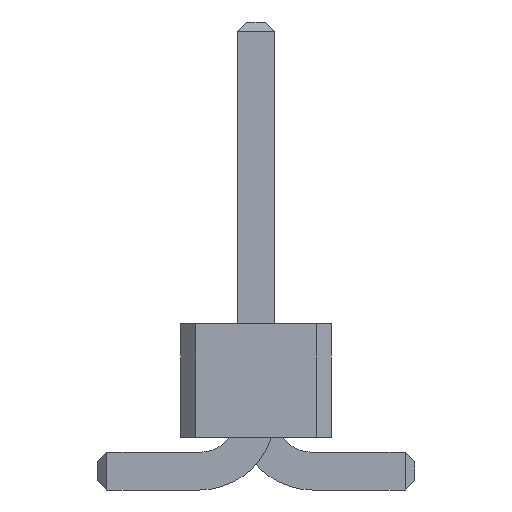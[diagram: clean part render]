
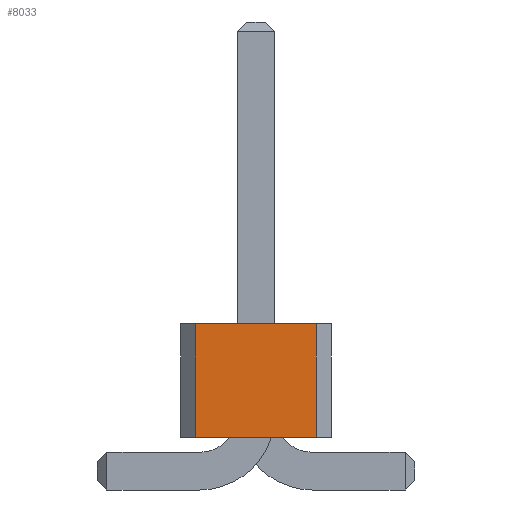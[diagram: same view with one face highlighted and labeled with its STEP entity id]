
A CAD part, front view. The second image highlights one B-rep face of the part: STEP entity #8033.
In plain terms, the highlighted planar face has unit normal (0, -1, 0).
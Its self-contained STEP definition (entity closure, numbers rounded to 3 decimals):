
#791 = VERTEX_POINT('',#792);
#792 = CARTESIAN_POINT('',(0.8,-30.,0.7));
#798 = EDGE_CURVE('',#799,#791,#801,.T.);
#799 = VERTEX_POINT('',#800);
#800 = CARTESIAN_POINT('',(-0.8,-30.,0.7));
#801 = LINE('',#802,#803);
#802 = CARTESIAN_POINT('',(-1.,-30.,0.7));
#803 = VECTOR('',#804,1.);
#804 = DIRECTION('',(1.,0.,0.));
#3291 = VERTEX_POINT('',#3292);
#3292 = CARTESIAN_POINT('',(-0.8,-30.,2.2));
#3298 = EDGE_CURVE('',#3291,#3299,#3301,.T.);
#3299 = VERTEX_POINT('',#3300);
#3300 = CARTESIAN_POINT('',(0.8,-30.,2.2));
#3301 = LINE('',#3302,#3303);
#3302 = CARTESIAN_POINT('',(-1.,-30.,2.2));
#3303 = VECTOR('',#3304,1.);
#3304 = DIRECTION('',(1.,0.,0.));
#8023 = EDGE_CURVE('',#799,#3291,#8024,.T.);
#8024 = LINE('',#8025,#8026);
#8025 = CARTESIAN_POINT('',(-0.8,-30.,0.7));
#8026 = VECTOR('',#8027,1.);
#8027 = DIRECTION('',(0.,0.,1.));
#8033 = ADVANCED_FACE('',(#8034),#8045,.F.);
#8034 = FACE_BOUND('',#8035,.F.);
#8035 = EDGE_LOOP('',(#8036,#8037,#8038,#8039));
#8036 = ORIENTED_EDGE('',*,*,#798,.F.);
#8037 = ORIENTED_EDGE('',*,*,#8023,.T.);
#8038 = ORIENTED_EDGE('',*,*,#3298,.T.);
#8039 = ORIENTED_EDGE('',*,*,#8040,.F.);
#8040 = EDGE_CURVE('',#791,#3299,#8041,.T.);
#8041 = LINE('',#8042,#8043);
#8042 = CARTESIAN_POINT('',(0.8,-30.,0.7));
#8043 = VECTOR('',#8044,1.);
#8044 = DIRECTION('',(0.,0.,1.));
#8045 = PLANE('',#8046);
#8046 = AXIS2_PLACEMENT_3D('',#8047,#8048,#8049);
#8047 = CARTESIAN_POINT('',(-1.,-30.,0.7));
#8048 = DIRECTION('',(0.,1.,0.));
#8049 = DIRECTION('',(1.,0.,0.));
